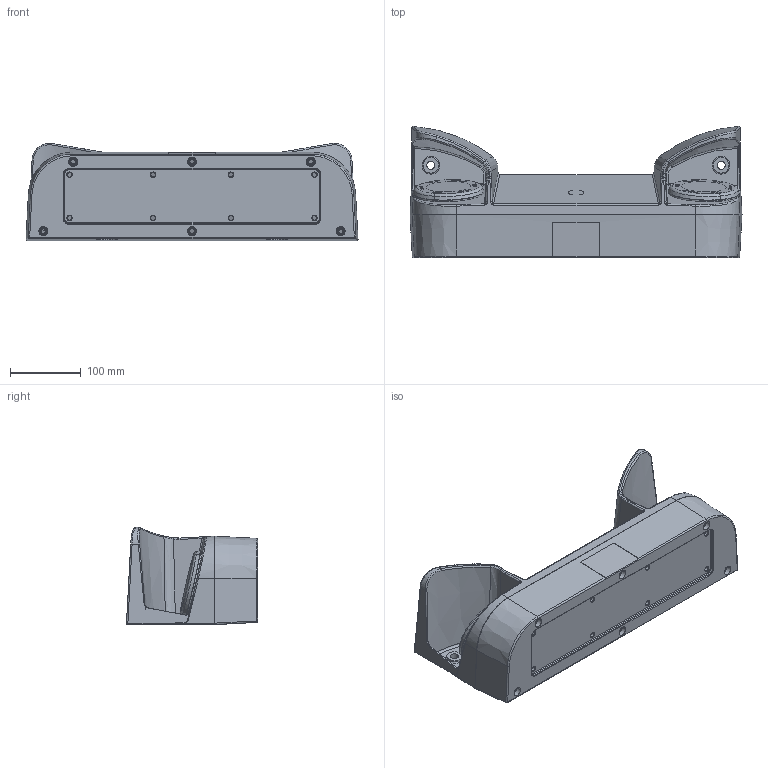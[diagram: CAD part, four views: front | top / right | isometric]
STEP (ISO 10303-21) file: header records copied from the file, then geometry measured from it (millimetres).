
FILE_DESCRIPTION (( 'STEP AP203' ), '1' );
FILE_NAME ('SafeCap_BP01.STEP', '2012-10-30T14:12:47', ( '' ), ( '' ), 'SwSTEP 2.0', 'SolidWorks 2011', '' );
FILE_SCHEMA (( 'CONFIG_CONTROL_DESIGN' ));
Length unit declared in the file: millimetre
Products named in the file (1): SafeCap_BP01
Bounding box: 468.99 x 185.18 x 137.4 mm (x, y, z)
Surface area: 417508.7 mm2 (no closed solid volume)
Topology: 0 solids, 40 shells, 445 faces, 1745 edges, 1347 vertices
Faces by surface type: bspline 142, plane 116, cylinder 95, torus 70, cone 22
Entity records: 31575 total; most frequent: CARTESIAN_POINT 18071, ORIENTED_EDGE 2606, DIRECTION 2450, EDGE_CURVE 1737, VERTEX_POINT 1347, AXIS2_PLACEMENT_3D 886, LINE 678, VECTOR 678
